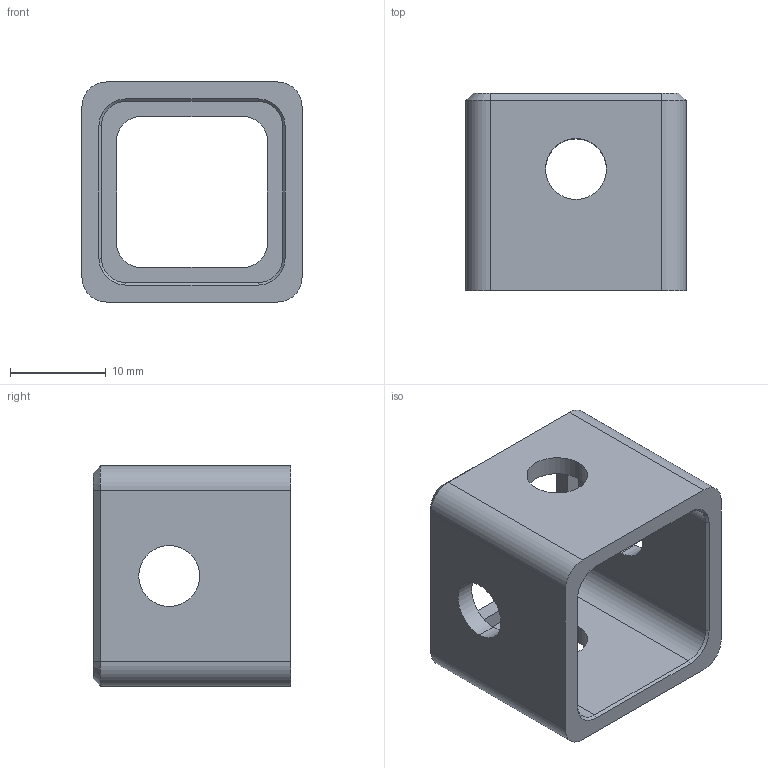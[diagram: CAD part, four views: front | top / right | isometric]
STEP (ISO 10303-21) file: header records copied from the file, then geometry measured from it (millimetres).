
FILE_DESCRIPTION (( 'STEP AP214' ), '1' );
FILE_NAME ('WCP-0384.step', '2021-07-29T08:11:40', ( '' ), ( '' ), 'SwSTEP 2.0', 'SolidWorks 2020', '' );
FILE_SCHEMA (( 'AUTOMOTIVE_DESIGN' ));
Length unit declared in the file: inch
Products named in the file (1): WCP-0384
Bounding box: 22.99 x 20.64 x 22.99 mm (x, y, z)
Volume: 3405.1 mm3; surface area: 3678.7 mm2
Topology: 1 solids, 1 shells, 51 faces, 128 edges, 80 vertices
Faces by surface type: plane 23, cylinder 20, cone 8
Entity records: 1582 total; most frequent: DIRECTION 280, CARTESIAN_POINT 260, ORIENTED_EDGE 256, EDGE_CURVE 128, AXIS2_PLACEMENT_3D 100, VECTOR 80, LINE 80, VERTEX_POINT 80
